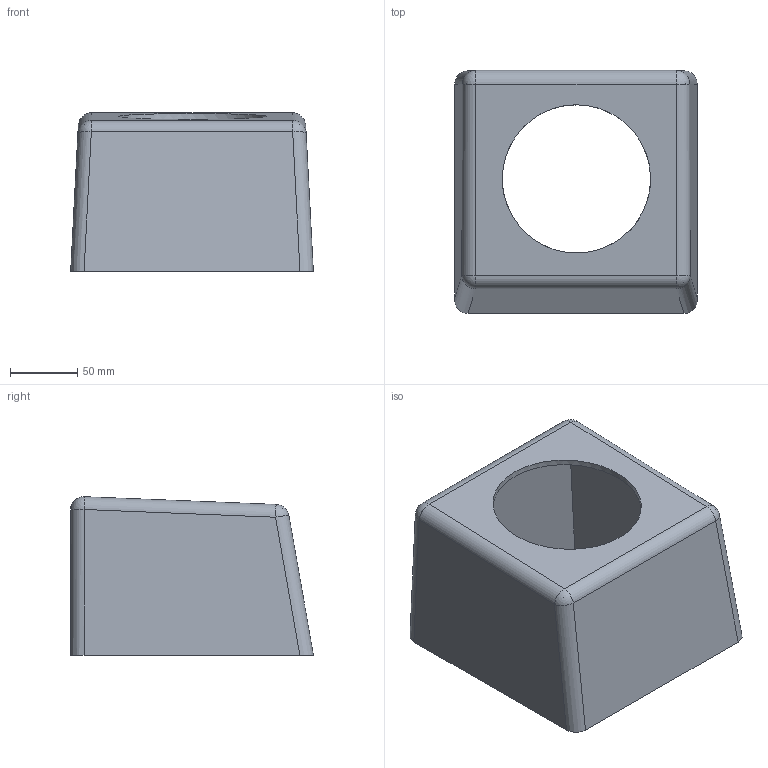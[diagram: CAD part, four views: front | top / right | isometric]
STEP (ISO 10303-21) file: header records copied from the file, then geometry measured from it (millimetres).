
FILE_DESCRIPTION(/* description */ (''),/* implementation_level */ '2;1');
FILE_NAME(/* name */ 'keycap-cover.step',/* time_stamp */ '2024-10-04T22:14:41+02:00',/* author */ (''),/* organization */ (''),/* preprocessor_version */ 'ST-DEVELOPER v20',/* originating_system */ 'Autodesk Translation Framework v13.20.0.188',/* authorisation */ '');
FILE_SCHEMA (('AUTOMOTIVE_DESIGN { 1 0 10303 214 3 1 1 }'));
Length unit declared in the file: millimetre
Products named in the file (1): keycap-cover
Bounding box: 180 x 180.2 x 117.57 mm (x, y, z)
Volume: 816719.7 mm3; surface area: 179138.6 mm2
Topology: 1 solids, 1 shells, 32 faces, 84 edges, 51 vertices
Faces by surface type: plane 18, cylinder 9, sphere 4, torus 1
Full cylindrical faces by diameter (mm): 110 x1
Entity records: 1028 total; most frequent: CARTESIAN_POINT 207, DIRECTION 169, ORIENTED_EDGE 160, EDGE_CURVE 80, AXIS2_PLACEMENT_3D 59, LINE 51, VECTOR 51, VERTEX_POINT 51
